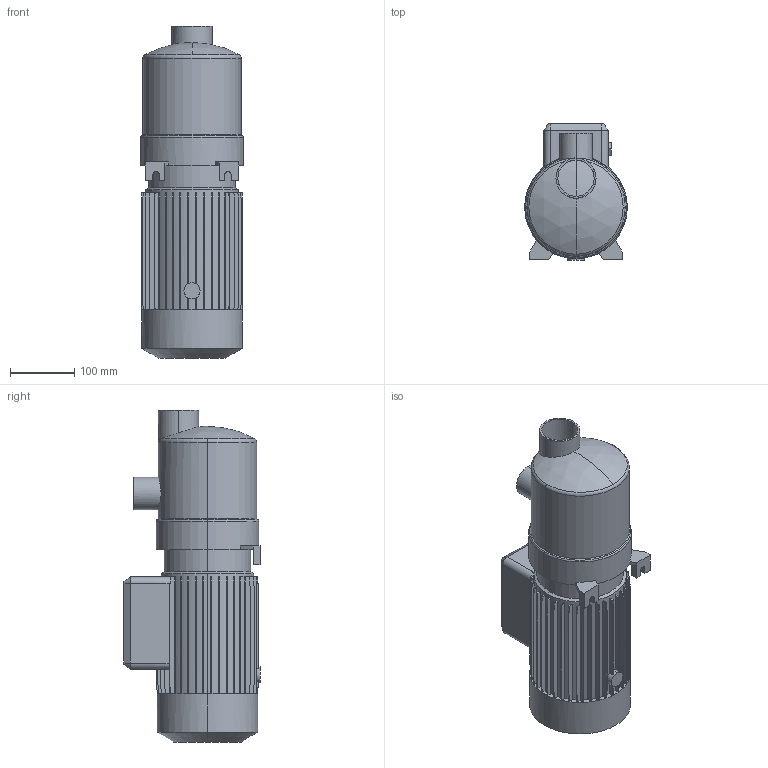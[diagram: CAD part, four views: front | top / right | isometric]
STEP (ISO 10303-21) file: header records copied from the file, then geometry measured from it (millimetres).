
FILE_DESCRIPTION (( 'STEP AP203' ), '1' );
FILE_NAME ('10010801swp00.step', '2023-05-02T13:45:51', ( '' ), ( '' ), 'SwSTEP 2.0', 'SolidWorks 2020', '' );
FILE_SCHEMA (( 'CONFIG_CONTROL_DESIGN' ));
Length unit declared in the file: millimetre
Products named in the file (1): 10010801swp00
Bounding box: 160 x 212 x 517 mm (x, y, z)
Volume: 9412063.6 mm3; surface area: 414037.5 mm2
Topology: 1 solids, 1 shells, 335 faces, 954 edges, 627 vertices
Faces by surface type: plane 279, cylinder 36, cone 10, torus 5, sphere 4, bspline 1
Entity records: 11547 total; most frequent: CARTESIAN_POINT 2679, ORIENTED_EDGE 1908, DIRECTION 1738, EDGE_CURVE 954, LINE 778, VECTOR 778, VERTEX_POINT 627, AXIS2_PLACEMENT_3D 480
